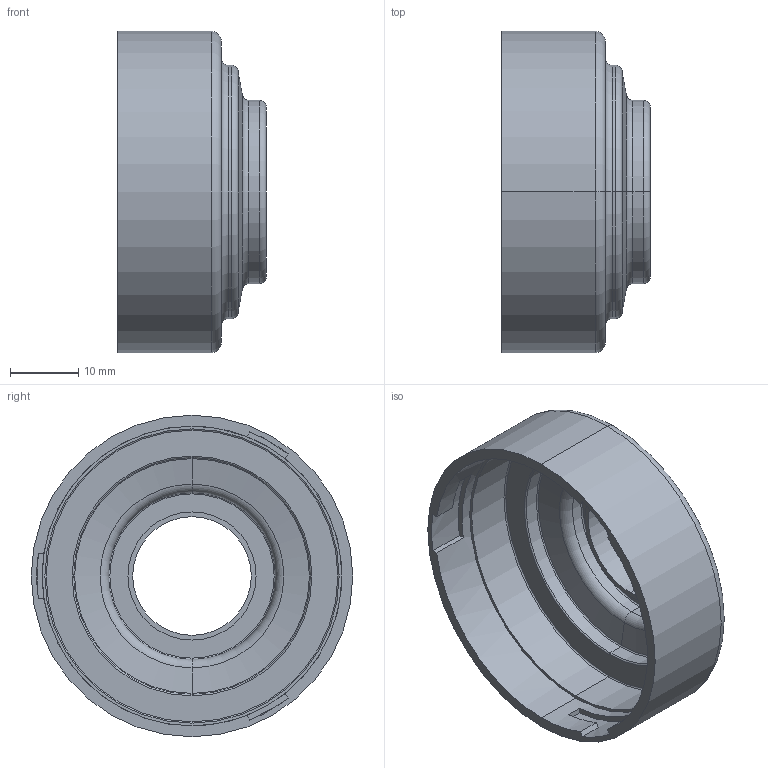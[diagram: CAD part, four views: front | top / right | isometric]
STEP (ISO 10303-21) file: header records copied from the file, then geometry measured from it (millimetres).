
FILE_DESCRIPTION (( 'STEP AP203' ), '1' );
FILE_NAME ('前端风罩-塑料-斜面-RT--自扣结构-方案5.STEP', '2021-06-21T01:55:54', ( '' ), ( '' ), 'SwSTEP 2.0', 'SolidWorks 2021', '' );
FILE_SCHEMA (( 'CONFIG_CONTROL_DESIGN' ));
Length unit declared in the file: millimetre
Products named in the file (1): 前端风罩-塑料-斜面-RT--自扣结构-方案5
Bounding box: 21.8 x 47.2 x 47.2 mm (x, y, z)
Volume: 5932.6 mm3; surface area: 8350.3 mm2
Topology: 1 solids, 1 shells, 69 faces, 156 edges, 94 vertices
Faces by surface type: torus 22, plane 22, cylinder 21, cone 4
Entity records: 2023 total; most frequent: DIRECTION 382, CARTESIAN_POINT 338, ORIENTED_EDGE 312, AXIS2_PLACEMENT_3D 162, EDGE_CURVE 156, VERTEX_POINT 94, CIRCLE 92, EDGE_LOOP 76
